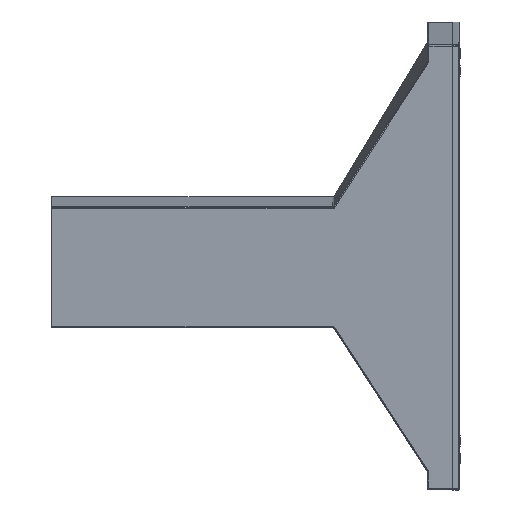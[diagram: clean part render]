
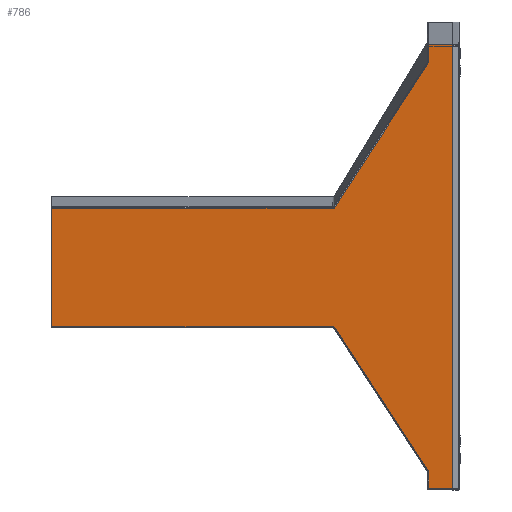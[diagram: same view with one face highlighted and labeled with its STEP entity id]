
A CAD part, left-side view. The second image highlights one B-rep face of the part: STEP entity #786.
In plain terms, the highlighted free-form (B-spline) face has degree [1, 1] with [2, 2] control points.
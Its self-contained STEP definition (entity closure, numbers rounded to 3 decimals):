
#786 = ADVANCED_FACE('',(#787),#876,.T.);
#787 = FACE_BOUND('',#788,.T.);
#788 = EDGE_LOOP('',(#789,#798,#805,#812,#819,#836,#843,#850,#857,#864,
    #871));
#789 = ORIENTED_EDGE('',*,*,#790,.T.);
#790 = EDGE_CURVE('',#791,#793,#795,.T.);
#791 = VERTEX_POINT('',#792);
#792 = CARTESIAN_POINT('',(-845.488,62.601,
    831.809));
#793 = VERTEX_POINT('',#794);
#794 = CARTESIAN_POINT('',(-820.694,256.59,
    533.797));
#795 = B_SPLINE_CURVE_WITH_KNOTS('',1,(#796,#797),.UNSPECIFIED.,.F.,.F.,
  (2,2),(23.208,300.508),.PIECEWISE_BEZIER_KNOTS.);
#796 = CARTESIAN_POINT('',(-845.488,62.601,
    831.809));
#797 = CARTESIAN_POINT('',(-820.694,256.59,
    533.797));
#798 = ORIENTED_EDGE('',*,*,#799,.T.);
#799 = EDGE_CURVE('',#793,#800,#802,.T.);
#800 = VERTEX_POINT('',#801);
#801 = CARTESIAN_POINT('',(-820.694,836.432,
    533.797));
#802 = B_SPLINE_CURVE_WITH_KNOTS('',1,(#803,#804),.UNSPECIFIED.,.F.,.F.,
  (2,2),(-451.087,0.),.PIECEWISE_BEZIER_KNOTS.);
#803 = CARTESIAN_POINT('',(-820.694,256.59,
    533.797));
#804 = CARTESIAN_POINT('',(-820.694,836.432,
    533.797));
#805 = ORIENTED_EDGE('',*,*,#806,.F.);
#806 = EDGE_CURVE('',#807,#800,#809,.T.);
#807 = VERTEX_POINT('',#808);
#808 = CARTESIAN_POINT('',(-800.295,836.432,
    288.61));
#809 = B_SPLINE_CURVE_WITH_KNOTS('',1,(#810,#811),.UNSPECIFIED.,.F.,.F.,
  (2,2),(-193.402,-2.),.PIECEWISE_BEZIER_KNOTS.);
#810 = CARTESIAN_POINT('',(-800.295,836.432,
    288.61));
#811 = CARTESIAN_POINT('',(-820.694,836.432,
    533.797));
#812 = ORIENTED_EDGE('',*,*,#813,.T.);
#813 = EDGE_CURVE('',#807,#814,#816,.T.);
#814 = VERTEX_POINT('',#815);
#815 = CARTESIAN_POINT('',(-800.295,259.442,
    288.61));
#816 = B_SPLINE_CURVE_WITH_KNOTS('',1,(#817,#818),.UNSPECIFIED.,.F.,.F.,
  (2,2),(0.,448.868),.PIECEWISE_BEZIER_KNOTS.);
#817 = CARTESIAN_POINT('',(-800.295,836.432,
    288.61));
#818 = CARTESIAN_POINT('',(-800.295,259.442,
    288.61));
#819 = ORIENTED_EDGE('',*,*,#820,.T.);
#820 = EDGE_CURVE('',#814,#821,#823,.T.);
#821 = VERTEX_POINT('',#822);
#822 = CARTESIAN_POINT('',(-799.975,252.421,
    284.767));
#823 = B_SPLINE_CURVE_WITH_KNOTS('',3,(#824,#825,#826,#827,#828,#829,
    #830,#831,#832,#833,#834,#835),.UNSPECIFIED.,.F.,.F.,(4,2,2,2,2,4),(
    0.,0.002,0.003,0.005,
    0.006,0.006),.UNSPECIFIED.);
#824 = CARTESIAN_POINT('',(-800.295,259.442,
    288.61));
#825 = CARTESIAN_POINT('',(-800.295,258.752,
    288.61));
#826 = CARTESIAN_POINT('',(-800.283,258.085,
    288.468));
#827 = CARTESIAN_POINT('',(-800.243,256.799,
    287.988));
#828 = CARTESIAN_POINT('',(-800.216,256.204,
    287.661));
#829 = CARTESIAN_POINT('',(-800.154,255.065,
    286.921));
#830 = CARTESIAN_POINT('',(-800.12,254.52,
    286.507));
#831 = CARTESIAN_POINT('',(-800.066,253.724,
    285.866));
#832 = CARTESIAN_POINT('',(-800.048,253.461,
    285.648));
#833 = CARTESIAN_POINT('',(-800.012,252.939,
    285.209));
#834 = CARTESIAN_POINT('',(-799.993,252.679,
    284.987));
#835 = CARTESIAN_POINT('',(-799.975,252.421,
    284.767));
#836 = ORIENTED_EDGE('',*,*,#837,.T.);
#837 = EDGE_CURVE('',#821,#838,#840,.T.);
#838 = VERTEX_POINT('',#839);
#839 = CARTESIAN_POINT('',(-775.714,62.601,
    -6.839));
#840 = B_SPLINE_CURVE_WITH_KNOTS('',1,(#841,#842),.UNSPECIFIED.,.F.,.F.,
  (2,2),(303.28,574.62),.PIECEWISE_BEZIER_KNOTS.);
#841 = CARTESIAN_POINT('',(-799.975,252.421,
    284.767));
#842 = CARTESIAN_POINT('',(-775.714,62.601,
    -6.839));
#843 = ORIENTED_EDGE('',*,*,#844,.T.);
#844 = EDGE_CURVE('',#838,#845,#847,.T.);
#845 = VERTEX_POINT('',#846);
#846 = CARTESIAN_POINT('',(-772.84,62.601,
    -41.376));
#847 = B_SPLINE_CURVE_WITH_KNOTS('',1,(#848,#849),.UNSPECIFIED.,.F.,.F.,
  (2,2),(683.639,710.6),.PIECEWISE_BEZIER_KNOTS.);
#848 = CARTESIAN_POINT('',(-775.714,62.601,
    -6.839));
#849 = CARTESIAN_POINT('',(-772.84,62.601,
    -41.376));
#850 = ORIENTED_EDGE('',*,*,#851,.T.);
#851 = EDGE_CURVE('',#845,#852,#854,.T.);
#852 = VERTEX_POINT('',#853);
#853 = CARTESIAN_POINT('',(-772.84,0.9,
    -41.376));
#854 = B_SPLINE_CURVE_WITH_KNOTS('',1,(#855,#856),.UNSPECIFIED.,.F.,.F.,
  (2,2),(-48.,0.),.PIECEWISE_BEZIER_KNOTS.);
#855 = CARTESIAN_POINT('',(-772.84,62.601,
    -41.376));
#856 = CARTESIAN_POINT('',(-772.84,0.9,
    -41.376));
#857 = ORIENTED_EDGE('',*,*,#858,.F.);
#858 = EDGE_CURVE('',#859,#852,#861,.T.);
#859 = VERTEX_POINT('',#860);
#860 = CARTESIAN_POINT('',(-848.575,0.9,
    868.908));
#861 = B_SPLINE_CURVE_WITH_KNOTS('',1,(#862,#863),.UNSPECIFIED.,.F.,.F.,
  (2,2),(0.,710.6),.PIECEWISE_BEZIER_KNOTS.);
#862 = CARTESIAN_POINT('',(-848.575,0.9,
    868.908));
#863 = CARTESIAN_POINT('',(-772.84,0.9,
    -41.376));
#864 = ORIENTED_EDGE('',*,*,#865,.F.);
#865 = EDGE_CURVE('',#866,#859,#868,.T.);
#866 = VERTEX_POINT('',#867);
#867 = CARTESIAN_POINT('',(-848.575,62.601,
    868.908));
#868 = B_SPLINE_CURVE_WITH_KNOTS('',1,(#869,#870),.UNSPECIFIED.,.F.,.F.,
  (2,2),(2.,50.),.PIECEWISE_BEZIER_KNOTS.);
#869 = CARTESIAN_POINT('',(-848.575,62.601,
    868.908));
#870 = CARTESIAN_POINT('',(-848.575,0.9,
    868.908));
#871 = ORIENTED_EDGE('',*,*,#872,.T.);
#872 = EDGE_CURVE('',#866,#791,#873,.T.);
#873 = B_SPLINE_CURVE_WITH_KNOTS('',1,(#874,#875),.UNSPECIFIED.,.F.,.F.,
  (2,2),(0.,28.961),.PIECEWISE_BEZIER_KNOTS.);
#874 = CARTESIAN_POINT('',(-848.575,62.601,
    868.908));
#875 = CARTESIAN_POINT('',(-845.488,62.601,
    831.809));
#876 = B_SPLINE_SURFACE_WITH_KNOTS('',1,1,(
    (#877,#878)
    ,(#879,#880
    )),.UNSPECIFIED.,.F.,.F.,.F.,(2,2),(2,2),(-710.6,0.),(-50.,600.),
  .PIECEWISE_BEZIER_KNOTS.);
#877 = CARTESIAN_POINT('',(-772.84,0.9,
    -41.376));
#878 = CARTESIAN_POINT('',(-772.84,836.432,
    -41.376));
#879 = CARTESIAN_POINT('',(-848.575,0.9,
    868.908));
#880 = CARTESIAN_POINT('',(-848.575,836.432,
    868.908));
